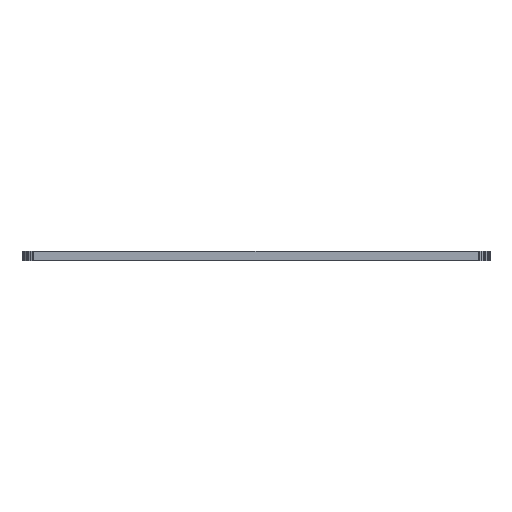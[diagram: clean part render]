
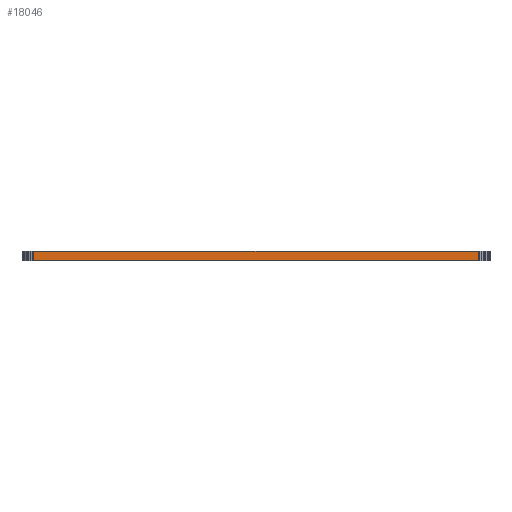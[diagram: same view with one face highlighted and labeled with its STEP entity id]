
A CAD part, left-side view. The second image highlights one B-rep face of the part: STEP entity #18046.
In plain terms, the highlighted planar face has unit normal (-1, 0, 0).
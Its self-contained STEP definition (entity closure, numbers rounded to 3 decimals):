
#90 = PLANE('',#91);
#91 = AXIS2_PLACEMENT_3D('',#92,#93,#94);
#92 = CARTESIAN_POINT('',(281.94,-193.04,1.58));
#93 = DIRECTION('',(-0.,-0.,-1.));
#94 = DIRECTION('',(-1.,0.,0.));
#144 = PLANE('',#145);
#145 = AXIS2_PLACEMENT_3D('',#146,#147,#148);
#146 = CARTESIAN_POINT('',(281.94,-193.04,0.));
#147 = DIRECTION('',(-0.,-0.,-1.));
#148 = DIRECTION('',(-1.,0.,0.));
#1177 = VERTEX_POINT('',#1178);
#1178 = CARTESIAN_POINT('',(53.34,-229.235,0.));
#1192 = PLANE('',#1193);
#1193 = AXIS2_PLACEMENT_3D('',#1194,#1195,#1196);
#1194 = CARTESIAN_POINT('',(53.359,-229.506,0.));
#1195 = DIRECTION('',(-0.997,-0.071,0.));
#1196 = DIRECTION('',(-0.071,0.997,0.));
#1204 = EDGE_CURVE('',#1177,#1205,#1207,.T.);
#1205 = VERTEX_POINT('',#1206);
#1206 = CARTESIAN_POINT('',(53.34,-156.845,0.));
#1207 = SURFACE_CURVE('',#1208,(#1212,#1219),.PCURVE_S1.);
#1208 = LINE('',#1209,#1210);
#1209 = CARTESIAN_POINT('',(53.34,-229.235,0.));
#1210 = VECTOR('',#1211,1.);
#1211 = DIRECTION('',(0.,1.,0.));
#1212 = PCURVE('',#144,#1213);
#1213 = DEFINITIONAL_REPRESENTATION('',(#1214),#1218);
#1214 = LINE('',#1215,#1216);
#1215 = CARTESIAN_POINT('',(228.6,-36.195));
#1216 = VECTOR('',#1217,1.);
#1217 = DIRECTION('',(0.,1.));
#1218 = ( GEOMETRIC_REPRESENTATION_CONTEXT(2) 
PARAMETRIC_REPRESENTATION_CONTEXT() REPRESENTATION_CONTEXT('2D SPACE',''
  ) );
#1219 = PCURVE('',#1220,#1225);
#1220 = PLANE('',#1221);
#1221 = AXIS2_PLACEMENT_3D('',#1222,#1223,#1224);
#1222 = CARTESIAN_POINT('',(53.34,-229.235,0.));
#1223 = DIRECTION('',(-1.,0.,0.));
#1224 = DIRECTION('',(0.,1.,0.));
#1225 = DEFINITIONAL_REPRESENTATION('',(#1226),#1230);
#1226 = LINE('',#1227,#1228);
#1227 = CARTESIAN_POINT('',(0.,0.));
#1228 = VECTOR('',#1229,1.);
#1229 = DIRECTION('',(1.,0.));
#1230 = ( GEOMETRIC_REPRESENTATION_CONTEXT(2) 
PARAMETRIC_REPRESENTATION_CONTEXT() REPRESENTATION_CONTEXT('2D SPACE',''
  ) );
#1248 = PLANE('',#1249);
#1249 = AXIS2_PLACEMENT_3D('',#1250,#1251,#1252);
#1250 = CARTESIAN_POINT('',(53.34,-156.845,0.));
#1251 = DIRECTION('',(-0.997,0.071,0.));
#1252 = DIRECTION('',(0.071,0.997,0.));
#10355 = VERTEX_POINT('',#10356);
#10356 = CARTESIAN_POINT('',(53.34,-229.235,1.58));
#10377 = EDGE_CURVE('',#10355,#10378,#10380,.T.);
#10378 = VERTEX_POINT('',#10379);
#10379 = CARTESIAN_POINT('',(53.34,-156.845,1.58));
#10380 = SURFACE_CURVE('',#10381,(#10385,#10392),.PCURVE_S1.);
#10381 = LINE('',#10382,#10383);
#10382 = CARTESIAN_POINT('',(53.34,-229.235,1.58));
#10383 = VECTOR('',#10384,1.);
#10384 = DIRECTION('',(0.,1.,0.));
#10385 = PCURVE('',#90,#10386);
#10386 = DEFINITIONAL_REPRESENTATION('',(#10387),#10391);
#10387 = LINE('',#10388,#10389);
#10388 = CARTESIAN_POINT('',(228.6,-36.195));
#10389 = VECTOR('',#10390,1.);
#10390 = DIRECTION('',(0.,1.));
#10391 = ( GEOMETRIC_REPRESENTATION_CONTEXT(2) 
PARAMETRIC_REPRESENTATION_CONTEXT() REPRESENTATION_CONTEXT('2D SPACE',''
  ) );
#10392 = PCURVE('',#1220,#10393);
#10393 = DEFINITIONAL_REPRESENTATION('',(#10394),#10398);
#10394 = LINE('',#10395,#10396);
#10395 = CARTESIAN_POINT('',(0.,-1.58));
#10396 = VECTOR('',#10397,1.);
#10397 = DIRECTION('',(1.,0.));
#10398 = ( GEOMETRIC_REPRESENTATION_CONTEXT(2) 
PARAMETRIC_REPRESENTATION_CONTEXT() REPRESENTATION_CONTEXT('2D SPACE',''
  ) );
#17996 = EDGE_CURVE('',#1205,#10378,#17997,.T.);
#17997 = SURFACE_CURVE('',#17998,(#18002,#18009),.PCURVE_S1.);
#17998 = LINE('',#17999,#18000);
#17999 = CARTESIAN_POINT('',(53.34,-156.845,0.));
#18000 = VECTOR('',#18001,1.);
#18001 = DIRECTION('',(0.,0.,1.));
#18002 = PCURVE('',#1248,#18003);
#18003 = DEFINITIONAL_REPRESENTATION('',(#18004),#18008);
#18004 = LINE('',#18005,#18006);
#18005 = CARTESIAN_POINT('',(0.,0.));
#18006 = VECTOR('',#18007,1.);
#18007 = DIRECTION('',(0.,-1.));
#18008 = ( GEOMETRIC_REPRESENTATION_CONTEXT(2) 
PARAMETRIC_REPRESENTATION_CONTEXT() REPRESENTATION_CONTEXT('2D SPACE',''
  ) );
#18009 = PCURVE('',#1220,#18010);
#18010 = DEFINITIONAL_REPRESENTATION('',(#18011),#18015);
#18011 = LINE('',#18012,#18013);
#18012 = CARTESIAN_POINT('',(72.39,0.));
#18013 = VECTOR('',#18014,1.);
#18014 = DIRECTION('',(0.,-1.));
#18015 = ( GEOMETRIC_REPRESENTATION_CONTEXT(2) 
PARAMETRIC_REPRESENTATION_CONTEXT() REPRESENTATION_CONTEXT('2D SPACE',''
  ) );
#18046 = ADVANCED_FACE('',(#18047),#1220,.T.);
#18047 = FACE_BOUND('',#18048,.T.);
#18048 = EDGE_LOOP('',(#18049,#18070,#18071,#18072));
#18049 = ORIENTED_EDGE('',*,*,#18050,.T.);
#18050 = EDGE_CURVE('',#1177,#10355,#18051,.T.);
#18051 = SURFACE_CURVE('',#18052,(#18056,#18063),.PCURVE_S1.);
#18052 = LINE('',#18053,#18054);
#18053 = CARTESIAN_POINT('',(53.34,-229.235,0.));
#18054 = VECTOR('',#18055,1.);
#18055 = DIRECTION('',(0.,0.,1.));
#18056 = PCURVE('',#1220,#18057);
#18057 = DEFINITIONAL_REPRESENTATION('',(#18058),#18062);
#18058 = LINE('',#18059,#18060);
#18059 = CARTESIAN_POINT('',(0.,0.));
#18060 = VECTOR('',#18061,1.);
#18061 = DIRECTION('',(0.,-1.));
#18062 = ( GEOMETRIC_REPRESENTATION_CONTEXT(2) 
PARAMETRIC_REPRESENTATION_CONTEXT() REPRESENTATION_CONTEXT('2D SPACE',''
  ) );
#18063 = PCURVE('',#1192,#18064);
#18064 = DEFINITIONAL_REPRESENTATION('',(#18065),#18069);
#18065 = LINE('',#18066,#18067);
#18066 = CARTESIAN_POINT('',(0.272,0.));
#18067 = VECTOR('',#18068,1.);
#18068 = DIRECTION('',(0.,-1.));
#18069 = ( GEOMETRIC_REPRESENTATION_CONTEXT(2) 
PARAMETRIC_REPRESENTATION_CONTEXT() REPRESENTATION_CONTEXT('2D SPACE',''
  ) );
#18070 = ORIENTED_EDGE('',*,*,#10377,.T.);
#18071 = ORIENTED_EDGE('',*,*,#17996,.F.);
#18072 = ORIENTED_EDGE('',*,*,#1204,.F.);
